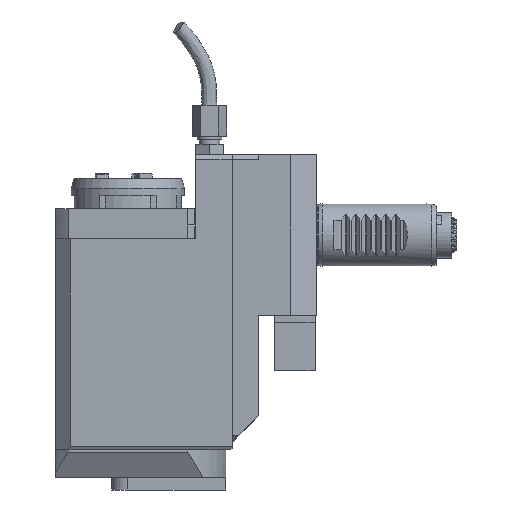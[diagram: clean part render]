
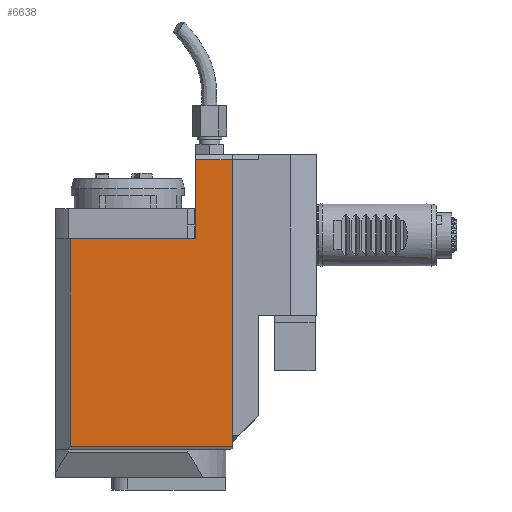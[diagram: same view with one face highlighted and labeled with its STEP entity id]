
A CAD part, left-side view. The second image highlights one B-rep face of the part: STEP entity #6638.
In plain terms, the highlighted planar face has unit normal (-1, 0, 0).
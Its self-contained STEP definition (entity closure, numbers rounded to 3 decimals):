
#446 = EDGE_LOOP ( 'NONE', ( #16031, #23855, #26357, #34016, #6323, #22902, #9098 ) ) ;
#983 = EDGE_CURVE ( 'NONE', #24013, #16015, #31086, .T. ) ;
#2203 = VECTOR ( 'NONE', #28857, 1000. ) ;
#2229 = DIRECTION ( 'NONE',  ( 0., 0., -1. ) ) ;
#3656 = EDGE_CURVE ( 'NONE', #24928, #20179, #7856, .T. ) ;
#4119 = DIRECTION ( 'NONE',  ( 0., 0., -1. ) ) ;
#4467 = CARTESIAN_POINT ( 'NONE',  ( -32., 10.5, -74. ) ) ;
#4928 = CARTESIAN_POINT ( 'NONE',  ( -32., 52., 30. ) ) ;
#6310 = VECTOR ( 'NONE', #4119, 1000. ) ;
#6323 = ORIENTED_EDGE ( 'NONE', *, *, #983, .T. ) ;
#6325 = CARTESIAN_POINT ( 'NONE',  ( -32., 75., -84.201 ) ) ;
#6638 = ADVANCED_FACE ( 'Defeature completata1_347', ( #33964 ), #10130, .F. ) ;
#7133 = CARTESIAN_POINT ( 'NONE',  ( -32., 10.5, -74. ) ) ;
#7856 = LINE ( 'NONE', #21428, #24986 ) ;
#9098 = ORIENTED_EDGE ( 'NONE', *, *, #10875, .F. ) ;
#9638 = EDGE_CURVE ( 'NONE', #19189, #20179, #33589, .T. ) ;
#10130 = PLANE ( 'NONE',  #16774 ) ;
#10875 = EDGE_CURVE ( 'NONE', #30277, #11372, #32074, .T. ) ;
#11198 = CARTESIAN_POINT ( 'NONE',  ( -32., 75., 0. ) ) ;
#11372 = VERTEX_POINT ( 'NONE', #14414 ) ;
#11902 = VECTOR ( 'NONE', #15537, 1000. ) ;
#12517 = CARTESIAN_POINT ( 'NONE',  ( -32., 25., -1.5 ) ) ;
#12829 = DIRECTION ( 'NONE',  ( 0., 1., 0. ) ) ;
#13266 = DIRECTION ( 'NONE',  ( 0., -1., 0. ) ) ;
#14414 = CARTESIAN_POINT ( 'NONE',  ( -32., 25., -1.5 ) ) ;
#15537 = DIRECTION ( 'NONE',  ( 0., 0., -1. ) ) ;
#15792 = EDGE_CURVE ( 'NONE', #30277, #24928, #19925, .T. ) ;
#16015 = VERTEX_POINT ( 'NONE', #23885 ) ;
#16031 = ORIENTED_EDGE ( 'NONE', *, *, #15792, .T. ) ;
#16774 = AXIS2_PLACEMENT_3D ( 'NONE', #20760, #31538, #2229 ) ;
#17152 = DIRECTION ( 'NONE',  ( 0., 0., -1. ) ) ;
#18194 = CARTESIAN_POINT ( 'NONE',  ( -32., 81., -1.5 ) ) ;
#18848 = EDGE_CURVE ( 'NONE', #24013, #19189, #28739, .T. ) ;
#19189 = VERTEX_POINT ( 'NONE', #22941 ) ;
#19925 = LINE ( 'NONE', #11198, #32458 ) ;
#20179 = VERTEX_POINT ( 'NONE', #24340 ) ;
#20760 = CARTESIAN_POINT ( 'NONE',  ( -32., 52., 0. ) ) ;
#21428 = CARTESIAN_POINT ( 'NONE',  ( -32., 52., -84.201 ) ) ;
#22902 = ORIENTED_EDGE ( 'NONE', *, *, #31028, .F. ) ;
#22941 = CARTESIAN_POINT ( 'NONE',  ( -32., 10.5, -80. ) ) ;
#23855 = ORIENTED_EDGE ( 'NONE', *, *, #3656, .T. ) ;
#23885 = CARTESIAN_POINT ( 'NONE',  ( -32., 25., 30. ) ) ;
#24013 = VERTEX_POINT ( 'NONE', #31561 ) ;
#24340 = CARTESIAN_POINT ( 'NONE',  ( -32., 10.5, -84.201 ) ) ;
#24928 = VERTEX_POINT ( 'NONE', #6325 ) ;
#24986 = VECTOR ( 'NONE', #13266, 1000. ) ;
#26357 = ORIENTED_EDGE ( 'NONE', *, *, #9638, .F. ) ;
#27878 = VECTOR ( 'NONE', #12829, 1000. ) ;
#28739 = LINE ( 'NONE', #4467, #11902 ) ;
#28857 = DIRECTION ( 'NONE',  ( 0., 0., 1. ) ) ;
#29111 = CARTESIAN_POINT ( 'NONE',  ( -32., 75., -1.5 ) ) ;
#30277 = VERTEX_POINT ( 'NONE', #29111 ) ;
#31028 = EDGE_CURVE ( 'NONE', #11372, #16015, #34063, .T. ) ;
#31086 = LINE ( 'NONE', #4928, #27878 ) ;
#31538 = DIRECTION ( 'NONE',  ( 1., 0., 0. ) ) ;
#31561 = CARTESIAN_POINT ( 'NONE',  ( -32., 10.5, 30. ) ) ;
#32074 = LINE ( 'NONE', #18194, #33083 ) ;
#32458 = VECTOR ( 'NONE', #17152, 1000. ) ;
#33083 = VECTOR ( 'NONE', #34505, 1000. ) ;
#33589 = LINE ( 'NONE', #7133, #6310 ) ;
#33964 = FACE_OUTER_BOUND ( 'NONE', #446, .T. ) ;
#34016 = ORIENTED_EDGE ( 'NONE', *, *, #18848, .F. ) ;
#34063 = LINE ( 'NONE', #12517, #2203 ) ;
#34505 = DIRECTION ( 'NONE',  ( 0., -1., 0. ) ) ;
